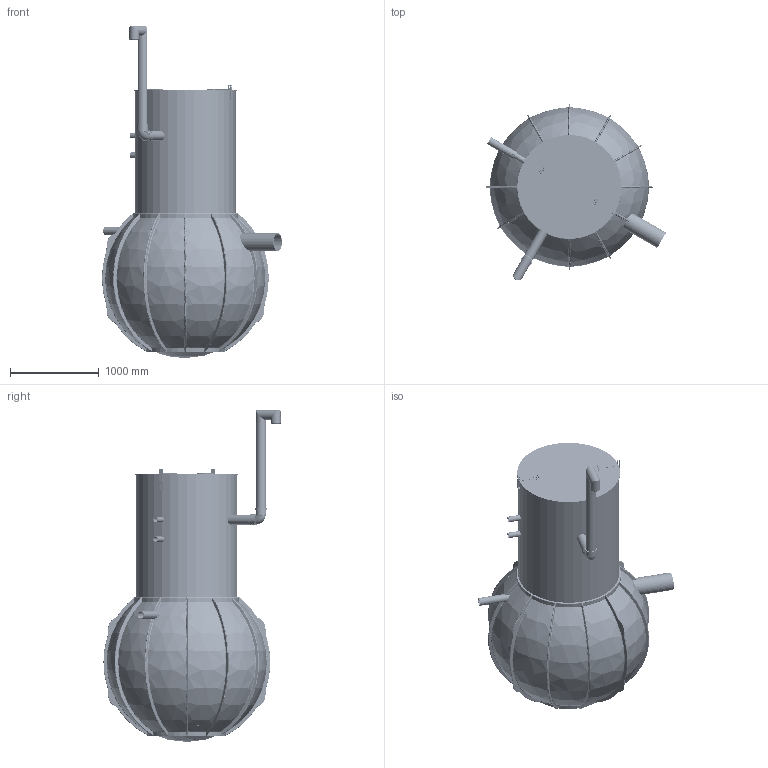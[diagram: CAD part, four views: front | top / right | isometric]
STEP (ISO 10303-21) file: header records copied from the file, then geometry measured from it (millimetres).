
FILE_DESCRIPTION(/* description */ ('Unknown'),/* implementation_level */ '2;1');
FILE_NAME(/* name */ 'Pallpumpla D1800 lahendus1',/* time_stamp */ '2023-12-05T10:39:22+02:00',/* author */ ('Unknown'),/* organization */ ('Unknown'),/* preprocessor_version */ 'ST-DEVELOPER v18.1',/* originating_system */ 'Solid Edge',/* authorisation */ 'Unknown');
FILE_SCHEMA (('AUTOMOTIVE_DESIGN {1 0 10303 214 3 1 1}'));
Products named in the file (100): Pallpumpla D1800 lahendus1; 2756.000 1800 Pall_var6_copy kasutamiseks_oa_0; Põhjaplaat D990; kest1000_Narva mnt 110; 16533 luuk_D1000 spirole; 16533 luugiplaat; luugiv6ru_16533; luugitugi_16533; Kaepide; soojustus_16533; Korv_136.101_si013113; luugiplaat2_16533; Korv_136.102; Pumbajalakoost_DN80-350-NP3085_20663; Plaat_PE_80flygt-350 SO003724; Pumbajalg_Flygt80; NP3085_DN80; Seib M12 a2; Mutter_M12_mess; Polt_M12x50_A2; Tihend DN80; Kaelus_RV_80; aarik_DN80_PP; Kolmikkoost DN80_16.02.23; Kolmik_DN80_20663; Mutter M6 a4; RV_polv_80_AISI304; aarik DN80; Seib M6 a4; Polt_M6x25HK; Nippel DN20; RoundTubing 88.9x2.0_oa_1; RoundTubing 88.9x2.0_oa_2; siiber80; kasiratas80; tloogiklapp80; Seib M16 a4; Mutter M16 mes; Polt_M16x65_a4; Keermelatt_16x80_A4 ...
Assembly tree (288 placements, depth 5):
  Pallpumpla D1800 lahendus1
    2756.000 1800 Pall_var6_copy kasutamiseks_oa_0
    Põhjaplaat D990
    kest1000_Narva mnt 110
    16533 luuk_D1000 spirole
      16533 luugiplaat
      luugiv6ru_16533
      luugitugi_16533  x2
      Kaepide  x2
      soojustus_16533  x4
      Korv_136.101_si013113  x2
      luugiplaat2_16533
    Korv_136.102  x2
    Pumbajalakoost_DN80-350-NP3085_20663
      Plaat_PE_80flygt-350 SO003724
      Pumbajalg_Flygt80  x2
      NP3085_DN80  x2
      Seib M12 a2  x8
      Mutter_M12_mess  x8
      Polt_M12x50_A2  x8
      Tihend DN80  x2
      Kaelus_RV_80  x2
      aarik_DN80_PP  x2
    Kolmikkoost DN80_16.02.23
      Kolmik_DN80_20663
        Kaelus_RV_80  x3
        Mutter M6 a4
        RV_polv_80_AISI304  x2
        aarik DN80
        aarik_DN80_PP  x2
        Seib M6 a4  x2
        Polt_M6x25HK
        Nippel DN20
        RoundTubing 88.9x2.0_oa_1
        RoundTubing 88.9x2.0_oa_2
      Tihend DN80  x4
      siiber80  x2
      kasiratas80  x2
      tloogiklapp80  x2
      Seib M16 a4  x64
      Mutter M16 mes  x34
      Polt_M16x65_a4  x32
      Keermelatt_16x80_A4  x2
      aarik DN80
      PE_kaelus_SDR17_90pikk
      kuulkraan_20sk-sk
      Kaelus_RV_80  x2
      aarik_DN80_PP  x2
    RoundTubing 90x6.7_oa_3
    RoundTubing 88.9x2.0_oa_4
    RoundTubing 88.9x2.0_oa_5
    Siinihoidjakoost  x2
      Siinihoidja_80-100-150-200-250
      Polt_M12x50_A4
      Seib M12 a4
      Mutter_M12_mess
    RoundTubing 60.3siin_oa_6
    RoundTubing 60.3siin_oa_7
    RoundTubing 60.3siin_oa_8
    RoundTubing 60.3siin_oa_9
Bounding box: 2029.23 x 1996.19 x 3740.47 mm (x, y, z)
Volume: 393040792.5 mm3; surface area: 63187905.2 mm2
Topology: 287 solids, 295 shells, 3819 faces, 9086 edges, 5992 vertices
Faces by surface type: plane 2024, cylinder 1077, bspline 295, torus 285, cone 121, sphere 17
Full cylindrical faces by diameter (mm): 4.917 x1, 5 x34, 5.5 x63, 6 x1, 6.4 x2, 8.5 x88, 10 x40, 10.106 x12, 12 x14, 12.01 x12, 12.967 x1, 13 x12, 13.835 x34, 16 x34, 16.01 x32, 17 x68, 18 x64, 19 x72, 20 x9, 21.6 x1, 23 x2, 24 x12, 26.441 x1, 26.9 x3, 28 x8, 30 x64, 38.9 x2, 40 x13, 53.6 x2, 55 x4
Entity records: 67492 total; most frequent: CARTESIAN_POINT 21681, DIRECTION 8317, ORIENTED_EDGE 7934, EDGE_CURVE 3967, AXIS2_PLACEMENT_3D 3591, EDGE_LOOP 2993, FACE_BOUND 2993, VERTEX_POINT 2864
